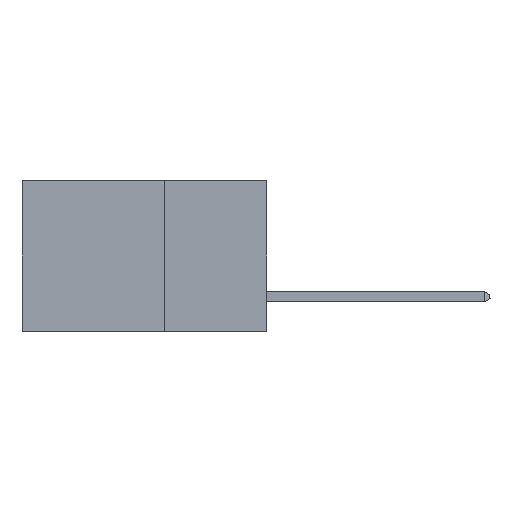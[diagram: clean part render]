
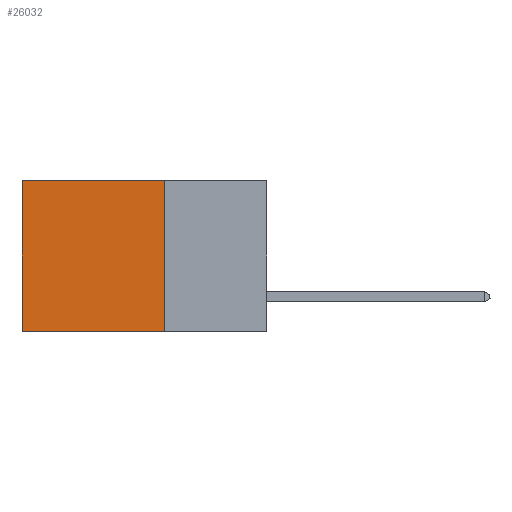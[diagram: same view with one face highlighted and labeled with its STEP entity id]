
A CAD part, left-side view. The second image highlights one B-rep face of the part: STEP entity #26032.
In plain terms, the highlighted planar face has unit normal (-1, 0, 0).
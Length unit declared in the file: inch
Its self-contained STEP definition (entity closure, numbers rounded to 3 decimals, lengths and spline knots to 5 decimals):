
#175 = EDGE_CURVE ( 'NONE', #15079, #36673, #25092, .T. ) ;
#1952 = VECTOR ( 'NONE', #11340, 39.37008 ) ;
#2761 = CARTESIAN_POINT ( 'NONE',  ( 0.2875, 0.25, 0. ) ) ;
#3144 = DIRECTION ( 'NONE',  ( 0., 0., -1. ) ) ;
#3953 = ORIENTED_EDGE ( 'NONE', *, *, #34089, .T. ) ;
#6894 = ORIENTED_EDGE ( 'NONE', *, *, #36920, .T. ) ;
#8554 = EDGE_LOOP ( 'NONE', ( #3953, #19194, #11763, #6894 ) ) ;
#8887 = VECTOR ( 'NONE', #35272, 39.37008 ) ;
#9196 = VERTEX_POINT ( 'NONE', #2761 ) ;
#11340 = DIRECTION ( 'NONE',  ( 0., 1., 0. ) ) ;
#11763 = ORIENTED_EDGE ( 'NONE', *, *, #15279, .F. ) ;
#12364 = CARTESIAN_POINT ( 'NONE',  ( 0.2875, 0.25, 0. ) ) ;
#14452 = CARTESIAN_POINT ( 'NONE',  ( 0.2875, 0.25, -0.37 ) ) ;
#15079 = VERTEX_POINT ( 'NONE', #33596 ) ;
#15279 = EDGE_CURVE ( 'NONE', #9196, #15079, #33943, .T. ) ;
#19194 = ORIENTED_EDGE ( 'NONE', *, *, #175, .F. ) ;
#20981 = LINE ( 'NONE', #12364, #22381 ) ;
#22381 = VECTOR ( 'NONE', #33230, 39.37008 ) ;
#25092 = LINE ( 'NONE', #14452, #1952 ) ;
#26002 = VERTEX_POINT ( 'NONE', #31032 ) ;
#26032 = ADVANCED_FACE ( 'NONE', ( #33705 ), #35581, .F. ) ;
#26739 = LINE ( 'NONE', #32521, #31834 ) ;
#28495 = CARTESIAN_POINT ( 'NONE',  ( 0.2875, 0.25, 0. ) ) ;
#31032 = CARTESIAN_POINT ( 'NONE',  ( 0.2875, 0.6, 0. ) ) ;
#31834 = VECTOR ( 'NONE', #3144, 39.37008 ) ;
#32521 = CARTESIAN_POINT ( 'NONE',  ( 0.2875, 0.6, 0. ) ) ;
#32706 = CARTESIAN_POINT ( 'NONE',  ( 0.2875, 0.25, 0. ) ) ;
#33230 = DIRECTION ( 'NONE',  ( 0., 1., 0. ) ) ;
#33596 = CARTESIAN_POINT ( 'NONE',  ( 0.2875, 0.25, -0.37 ) ) ;
#33705 = FACE_OUTER_BOUND ( 'NONE', #8554, .T. ) ;
#33943 = LINE ( 'NONE', #28495, #8887 ) ;
#34089 = EDGE_CURVE ( 'NONE', #26002, #36673, #26739, .T. ) ;
#35272 = DIRECTION ( 'NONE',  ( 0., 0., -1. ) ) ;
#35581 = PLANE ( 'NONE',  #36475 ) ;
#35711 = DIRECTION ( 'NONE',  ( 0., 0., -1. ) ) ;
#35980 = DIRECTION ( 'NONE',  ( 1., 0., 0. ) ) ;
#36475 = AXIS2_PLACEMENT_3D ( 'NONE', #32706, #35980, #35711 ) ;
#36673 = VERTEX_POINT ( 'NONE', #37592 ) ;
#36920 = EDGE_CURVE ( 'NONE', #9196, #26002, #20981, .T. ) ;
#37592 = CARTESIAN_POINT ( 'NONE',  ( 0.2875, 0.6, -0.37 ) ) ;
